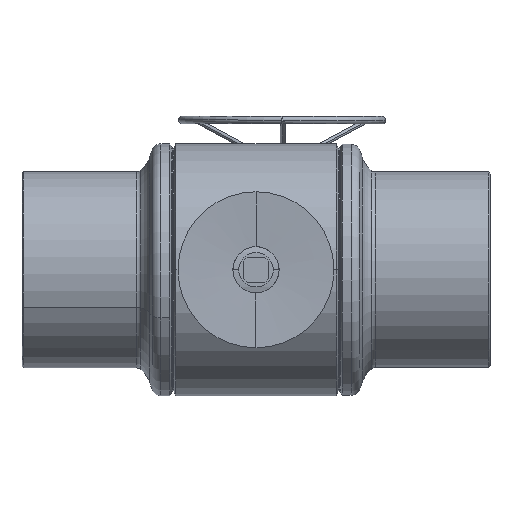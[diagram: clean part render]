
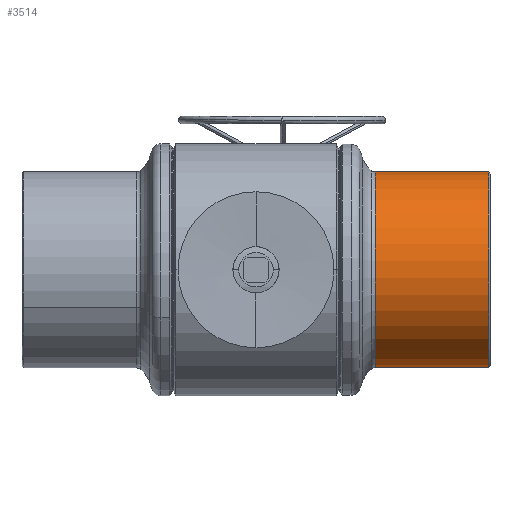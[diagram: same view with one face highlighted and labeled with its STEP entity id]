
A CAD part, front view. The second image highlights one B-rep face of the part: STEP entity #3514.
In plain terms, the highlighted cylindrical face has radius 315 mm (diameter 630 mm), a partial arc.
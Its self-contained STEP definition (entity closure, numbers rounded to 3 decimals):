
#190 = DIRECTION ( 'NONE',  ( 0., 0., -1. ) ) ;
#352 = ORIENTED_EDGE ( 'NONE', *, *, #1708, .T. ) ;
#359 = VERTEX_POINT ( 'NONE', #1020 ) ;
#973 = ORIENTED_EDGE ( 'NONE', *, *, #5971, .T. ) ;
#1020 = CARTESIAN_POINT ( 'NONE',  ( 0., -373.959, -315. ) ) ;
#1708 = EDGE_CURVE ( 'NONE', #7835, #6473, #3092, .T. ) ;
#1822 = CARTESIAN_POINT ( 'NONE',  ( 0., -373.959, 0. ) ) ;
#1847 = DIRECTION ( 'NONE',  ( 0., -1., 0. ) ) ;
#1977 = DIRECTION ( 'NONE',  ( 0., 0., -1. ) ) ;
#2124 = CIRCLE ( 'NONE', #13558, 315. ) ;
#2134 = DIRECTION ( 'NONE',  ( 0., 0., -1. ) ) ;
#2832 = EDGE_LOOP ( 'NONE', ( #13133, #352, #973, #9350 ) ) ;
#3092 = CIRCLE ( 'NONE', #16684, 315. ) ;
#3143 = VERTEX_POINT ( 'NONE', #11986 ) ;
#3514 = ADVANCED_FACE ( 'NONE', ( #10683 ), #6507, .T. ) ;
#3778 = CARTESIAN_POINT ( 'NONE',  ( 0., -9.921, -315. ) ) ;
#3811 = CARTESIAN_POINT ( 'NONE',  ( 0., -9.921, 0. ) ) ;
#3959 = VECTOR ( 'NONE', #12764, 1000. ) ;
#5971 = EDGE_CURVE ( 'NONE', #6473, #359, #8361, .T. ) ;
#5991 = DIRECTION ( 'NONE',  ( 0., -1., 0. ) ) ;
#6473 = VERTEX_POINT ( 'NONE', #3778 ) ;
#6507 = CYLINDRICAL_SURFACE ( 'NONE', #11874, 315. ) ;
#7319 = LINE ( 'NONE', #13943, #3959 ) ;
#7835 = VERTEX_POINT ( 'NONE', #15850 ) ;
#7871 = DIRECTION ( 'NONE',  ( 0., -1., 0. ) ) ;
#8361 = LINE ( 'NONE', #13528, #11227 ) ;
#8493 = EDGE_CURVE ( 'NONE', #3143, #359, #2124, .T. ) ;
#9350 = ORIENTED_EDGE ( 'NONE', *, *, #8493, .F. ) ;
#10608 = CARTESIAN_POINT ( 'NONE',  ( 0., 0., 0. ) ) ;
#10683 = FACE_OUTER_BOUND ( 'NONE', #2832, .T. ) ;
#11227 = VECTOR ( 'NONE', #1847, 1000. ) ;
#11874 = AXIS2_PLACEMENT_3D ( 'NONE', #10608, #7871, #190 ) ;
#11986 = CARTESIAN_POINT ( 'NONE',  ( 0., -373.959, 315. ) ) ;
#12764 = DIRECTION ( 'NONE',  ( 0., -1., 0. ) ) ;
#13133 = ORIENTED_EDGE ( 'NONE', *, *, #14899, .F. ) ;
#13528 = CARTESIAN_POINT ( 'NONE',  ( 0., 0., -315. ) ) ;
#13558 = AXIS2_PLACEMENT_3D ( 'NONE', #1822, #15109, #1977 ) ;
#13943 = CARTESIAN_POINT ( 'NONE',  ( 0., 0., 315. ) ) ;
#14899 = EDGE_CURVE ( 'NONE', #7835, #3143, #7319, .T. ) ;
#15109 = DIRECTION ( 'NONE',  ( 0., -1., 0. ) ) ;
#15850 = CARTESIAN_POINT ( 'NONE',  ( 0., -9.921, 315. ) ) ;
#16684 = AXIS2_PLACEMENT_3D ( 'NONE', #3811, #5991, #2134 ) ;
